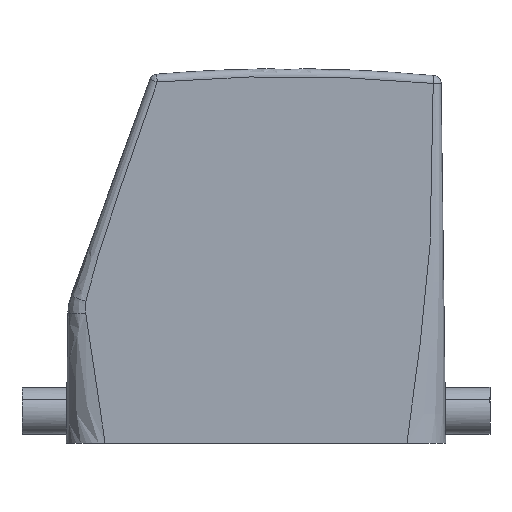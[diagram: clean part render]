
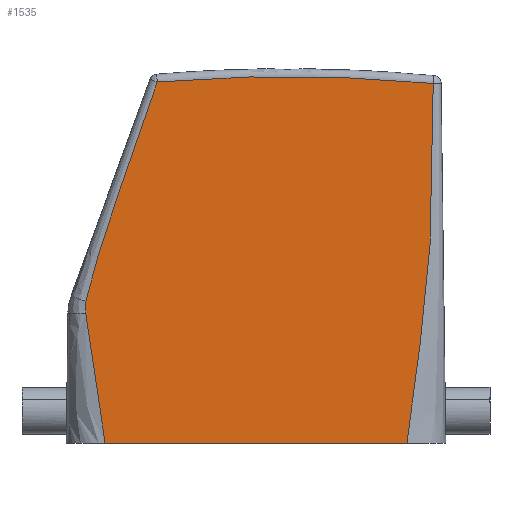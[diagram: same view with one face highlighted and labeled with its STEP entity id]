
A CAD part, left-side view. The second image highlights one B-rep face of the part: STEP entity #1535.
In plain terms, the highlighted planar face has unit normal (-1, 0, 0).
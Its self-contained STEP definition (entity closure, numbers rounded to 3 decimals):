
#1460=AXIS2_PLACEMENT_3D('Plane Axis2P3D',#1457,#1458,#1459) ;
#1524=AXIS2_PLACEMENT_3D('Circle Axis2P3D',#1522,#1523,$) ;
#499=CARTESIAN_POINT('Vertex',(0.,15.987,0.)) ;
#504=CARTESIAN_POINT('Line Origine',(0.,45.001,0.)) ;
#508=CARTESIAN_POINT('Vertex',(0.,74.015,0.)) ;
#1401=CARTESIAN_POINT('Vertex',(0.,10.921,69.176)) ;
#1405=CARTESIAN_POINT('Control Point',(0.,10.921,69.176)) ;
#1406=CARTESIAN_POINT('Control Point',(0.,10.918,66.926)) ;
#1407=CARTESIAN_POINT('Control Point',(0.,10.921,64.676)) ;
#1408=CARTESIAN_POINT('Control Point',(0.,10.932,62.426)) ;
#1409=CARTESIAN_POINT('Control Point',(0.,10.966,57.92)) ;
#1410=CARTESIAN_POINT('Control Point',(0.,11.023,53.413)) ;
#1411=CARTESIAN_POINT('Control Point',(0.,11.059,51.051)) ;
#1412=CARTESIAN_POINT('Control Point',(0.,11.165,45.68)) ;
#1413=CARTESIAN_POINT('Control Point',(0.,11.38,40.312)) ;
#1414=CARTESIAN_POINT('Control Point',(0.,11.561,37.199)) ;
#1415=CARTESIAN_POINT('Control Point',(0.,12.039,30.978)) ;
#1416=CARTESIAN_POINT('Control Point',(0.,12.712,24.767)) ;
#1417=CARTESIAN_POINT('Control Point',(0.,13.09,21.665)) ;
#1418=CARTESIAN_POINT('Control Point',(0.,13.75,16.587)) ;
#1419=CARTESIAN_POINT('Control Point',(0.,14.442,11.512)) ;
#1420=CARTESIAN_POINT('Control Point',(0.,14.713,9.533)) ;
#1421=CARTESIAN_POINT('Control Point',(0.,15.135,6.431)) ;
#1422=CARTESIAN_POINT('Control Point',(0.,15.55,3.327)) ;
#1423=CARTESIAN_POINT('Control Point',(0.,15.697,2.216)) ;
#1424=CARTESIAN_POINT('Control Point',(0.,15.842,1.109)) ;
#1425=CARTESIAN_POINT('Control Point',(0.,15.987,0.)) ;
#1457=CARTESIAN_POINT('Axis2P3D Location',(0.,6.967,-30.8)) ;
#1463=CARTESIAN_POINT('Control Point',(0.,63.985,69.452)) ;
#1464=CARTESIAN_POINT('Control Point',(0.,64.581,67.78)) ;
#1465=CARTESIAN_POINT('Control Point',(0.,65.172,66.114)) ;
#1466=CARTESIAN_POINT('Control Point',(0.,65.755,64.46)) ;
#1467=CARTESIAN_POINT('Control Point',(0.,66.477,62.402)) ;
#1468=CARTESIAN_POINT('Control Point',(0.,67.197,60.334)) ;
#1469=CARTESIAN_POINT('Control Point',(0.,67.388,59.787)) ;
#1470=CARTESIAN_POINT('Control Point',(0.,68.621,56.237)) ;
#1471=CARTESIAN_POINT('Control Point',(0.,69.843,52.685)) ;
#1472=CARTESIAN_POINT('Control Point',(0.,70.924,49.521)) ;
#1473=CARTESIAN_POINT('Control Point',(0.,72.113,46.024)) ;
#1474=CARTESIAN_POINT('Control Point',(0.,73.278,42.519)) ;
#1475=CARTESIAN_POINT('Control Point',(0.,73.367,42.25)) ;
#1476=CARTESIAN_POINT('Control Point',(0.,73.584,41.594)) ;
#1477=CARTESIAN_POINT('Control Point',(0.,73.799,40.942)) ;
#1478=CARTESIAN_POINT('Control Point',(0.,73.903,40.624)) ;
#1479=CARTESIAN_POINT('Control Point',(0.,74.204,39.702)) ;
#1480=CARTESIAN_POINT('Control Point',(0.,74.5,38.779)) ;
#1481=CARTESIAN_POINT('Control Point',(0.,74.693,38.172)) ;
#1482=CARTESIAN_POINT('Control Point',(0.,75.068,36.974)) ;
#1483=CARTESIAN_POINT('Control Point',(0.,75.433,35.774)) ;
#1484=CARTESIAN_POINT('Control Point',(0.,75.609,35.185)) ;
#1485=CARTESIAN_POINT('Control Point',(0.,76.176,33.257)) ;
#1486=CARTESIAN_POINT('Control Point',(0.,76.712,31.321)) ;
#1487=CARTESIAN_POINT('Control Point',(0.,77.069,29.97)) ;
#1488=CARTESIAN_POINT('Control Point',(0.,77.41,28.615)) ;
#1489=CARTESIAN_POINT('Control Point',(0.,77.735,27.257)) ;
#1490=CARTESIAN_POINT('Vertex',(0.,77.735,27.257)) ;
#1492=CARTESIAN_POINT('Vertex',(0.,63.985,69.452)) ;
#1496=CARTESIAN_POINT('Control Point',(0.,77.735,27.257)) ;
#1497=CARTESIAN_POINT('Control Point',(0.,77.822,26.799)) ;
#1498=CARTESIAN_POINT('Control Point',(0.,77.867,26.333)) ;
#1499=CARTESIAN_POINT('Control Point',(0.,77.87,25.865)) ;
#1500=CARTESIAN_POINT('Control Point',(0.,77.828,25.403)) ;
#1501=CARTESIAN_POINT('Control Point',(0.,77.743,24.955)) ;
#1502=CARTESIAN_POINT('Vertex',(0.,77.743,24.955)) ;
#1506=CARTESIAN_POINT('Control Point',(0.,77.743,24.955)) ;
#1507=CARTESIAN_POINT('Control Point',(0.,77.326,21.512)) ;
#1508=CARTESIAN_POINT('Control Point',(0.,76.835,18.072)) ;
#1509=CARTESIAN_POINT('Control Point',(0.,76.298,14.68)) ;
#1510=CARTESIAN_POINT('Control Point',(0.,75.662,10.725)) ;
#1511=CARTESIAN_POINT('Control Point',(0.,75.041,6.763)) ;
#1512=CARTESIAN_POINT('Control Point',(0.,74.975,6.341)) ;
#1513=CARTESIAN_POINT('Control Point',(0.,74.817,5.324)) ;
#1514=CARTESIAN_POINT('Control Point',(0.,74.662,4.312)) ;
#1515=CARTESIAN_POINT('Control Point',(0.,74.586,3.818)) ;
#1516=CARTESIAN_POINT('Control Point',(0.,74.425,2.758)) ;
#1517=CARTESIAN_POINT('Control Point',(0.,74.267,1.7)) ;
#1518=CARTESIAN_POINT('Control Point',(0.,74.182,1.135)) ;
#1519=CARTESIAN_POINT('Control Point',(0.,74.099,0.568)) ;
#1520=CARTESIAN_POINT('Control Point',(0.,74.015,0.)) ;
#1522=CARTESIAN_POINT('Axis2P3D Location',(0.,39.,-228.)) ;
#505=DIRECTION('Vector Direction',(0.,-1.,0.)) ;
#1458=DIRECTION('Axis2P3D Direction',(-1.,0.,0.)) ;
#1459=DIRECTION('Axis2P3D XDirection',(0.,-0.17,0.985)) ;
#1523=DIRECTION('Axis2P3D Direction',(-1.,0.,0.)) ;
#506=VECTOR('Line Direction',#505,1.) ;
#1528=ORIENTED_EDGE('',*,*,#1494,.F.) ;
#1529=ORIENTED_EDGE('',*,*,#1504,.F.) ;
#1530=ORIENTED_EDGE('',*,*,#1521,.F.) ;
#1531=ORIENTED_EDGE('',*,*,#510,.T.) ;
#1532=ORIENTED_EDGE('',*,*,#1426,.T.) ;
#1533=ORIENTED_EDGE('',*,*,#1526,.T.) ;
#1535=ADVANCED_FACE('Housing',(#1534),#1461,.T.) ;
#1404=B_SPLINE_CURVE_WITH_KNOTS('',5,(#1405,#1406,#1407,#1408,#1409,#1410,#1411,#1412,#1413,#1414,#1415,#1416,#1417,#1418,#1419,#1420,#1421,#1422,#1423,#1424,#1425),.UNSPECIFIED.,.F.,.U.,(6,3,3,3,3,3,6),(31.572,42.827,54.115,69.691,85.268,95.221,100.875),.UNSPECIFIED.) ;
#1462=B_SPLINE_CURVE_WITH_KNOTS('',5,(#1463,#1464,#1465,#1466,#1467,#1468,#1469,#1470,#1471,#1472,#1473,#1474,#1475,#1476,#1477,#1478,#1479,#1480,#1481,#1482,#1483,#1484,#1485,#1486,#1487,#1488,#1489),.UNSPECIFIED.,.F.,.U.,(6,3,3,3,3,3,3,3,6),(0.,12.531,15.445,39.025,41.517,43.913,48.45,52.777,62.647),.UNSPECIFIED.) ;
#1495=B_SPLINE_CURVE_WITH_KNOTS('',5,(#1496,#1497,#1498,#1499,#1500,#1501),.UNSPECIFIED.,.F.,.U.,(6,6),(0.,3.276),.UNSPECIFIED.) ;
#1505=B_SPLINE_CURVE_WITH_KNOTS('',5,(#1506,#1507,#1508,#1509,#1510,#1511,#1512,#1513,#1514,#1515,#1516,#1517,#1518,#1519,#1520),.UNSPECIFIED.,.F.,.U.,(6,3,3,3,6),(0.,24.507,28.211,31.774,35.859),.UNSPECIFIED.) ;
#1525=CIRCLE('generated circle',#1524,298.5) ;
#510=EDGE_CURVE('',#509,#500,#507,.T.) ;
#1426=EDGE_CURVE('',#500,#1402,#1404,.F.) ;
#1494=EDGE_CURVE('',#1491,#1493,#1462,.F.) ;
#1504=EDGE_CURVE('',#1503,#1491,#1495,.F.) ;
#1521=EDGE_CURVE('',#509,#1503,#1505,.F.) ;
#1526=EDGE_CURVE('',#1402,#1493,#1525,.T.) ;
#1527=EDGE_LOOP('',(#1528,#1529,#1530,#1531,#1532,#1533)) ;
#1534=FACE_OUTER_BOUND('',#1527,.T.) ;
#507=LINE('Line',#504,#506) ;
#1461=PLANE('',#1460) ;
#500=VERTEX_POINT('',#499) ;
#509=VERTEX_POINT('',#508) ;
#1402=VERTEX_POINT('',#1401) ;
#1491=VERTEX_POINT('',#1490) ;
#1493=VERTEX_POINT('',#1492) ;
#1503=VERTEX_POINT('',#1502) ;
